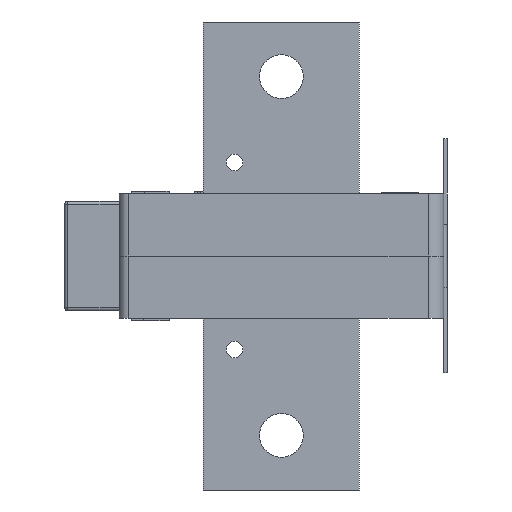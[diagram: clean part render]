
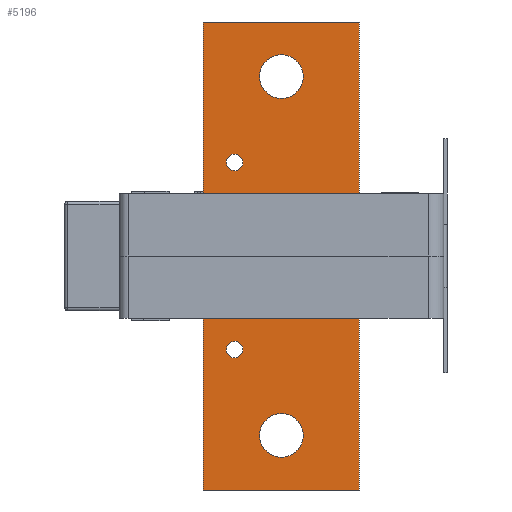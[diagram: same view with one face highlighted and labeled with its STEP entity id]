
A CAD part, left-side view. The second image highlights one B-rep face of the part: STEP entity #5196.
In plain terms, the highlighted face is planar.
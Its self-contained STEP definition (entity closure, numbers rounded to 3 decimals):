
#129 = CARTESIAN_POINT ( 'NONE',  ( -30., 15., -4. ) ) ;
#201 = CARTESIAN_POINT ( 'NONE',  ( 0., 0., -4. ) ) ;
#245 = EDGE_LOOP ( 'NONE', ( #18808, #6864 ) ) ;
#618 = EDGE_CURVE ( 'NONE', #1689, #29849, #28664, .T. ) ;
#708 = FACE_BOUND ( 'NONE', #245, .T. ) ;
#721 = CIRCLE ( 'NONE', #17141, 7. ) ;
#903 = CARTESIAN_POINT ( 'NONE',  ( -27.35, 15., -4. ) ) ;
#927 = DIRECTION ( 'NONE',  ( 0., 0., -1. ) ) ;
#1103 = AXIS2_PLACEMENT_3D ( 'NONE', #201, #27540, #11164 ) ;
#1621 = CIRCLE ( 'NONE', #23735, 2.65 ) ;
#1689 = VERTEX_POINT ( 'NONE', #28353 ) ;
#1736 = VERTEX_POINT ( 'NONE', #11585 ) ;
#1821 = VERTEX_POINT ( 'NONE', #15492 ) ;
#2486 = DIRECTION ( 'NONE',  ( -1., 0., 0. ) ) ;
#2666 = CIRCLE ( 'NONE', #13599, 7. ) ;
#2738 = CARTESIAN_POINT ( 'NONE',  ( 57.5, 0., -4. ) ) ;
#3487 = AXIS2_PLACEMENT_3D ( 'NONE', #23046, #927, #5415 ) ;
#3522 = EDGE_CURVE ( 'NONE', #10685, #18075, #5481, .T. ) ;
#4101 = DIRECTION ( 'NONE',  ( 0., 0., 1. ) ) ;
#4528 = DIRECTION ( 'NONE',  ( 0., 0., -1. ) ) ;
#5089 = DIRECTION ( 'NONE',  ( 1., 0., 0. ) ) ;
#5196 = ADVANCED_FACE ( 'NONE', ( #18675, #708, #7693, #6931, #12437 ), #19051, .T. ) ;
#5415 = DIRECTION ( 'NONE',  ( -1., 0., 0. ) ) ;
#5481 = CIRCLE ( 'NONE', #15013, 7. ) ;
#6140 = CARTESIAN_POINT ( 'NONE',  ( 57.5, 0., -4. ) ) ;
#6744 = VERTEX_POINT ( 'NONE', #6879 ) ;
#6843 = DIRECTION ( 'NONE',  ( 0., 0., -1. ) ) ;
#6864 = ORIENTED_EDGE ( 'NONE', *, *, #15742, .F. ) ;
#6879 = CARTESIAN_POINT ( 'NONE',  ( 75., -25., -4. ) ) ;
#6931 = FACE_BOUND ( 'NONE', #22135, .T. ) ;
#7236 = CARTESIAN_POINT ( 'NONE',  ( 75., 25., -4. ) ) ;
#7288 = LINE ( 'NONE', #25390, #19013 ) ;
#7304 = DIRECTION ( 'NONE',  ( 0., 0., 1. ) ) ;
#7572 = AXIS2_PLACEMENT_3D ( 'NONE', #2738, #19141, #5089 ) ;
#7693 = FACE_BOUND ( 'NONE', #19527, .T. ) ;
#8195 = CARTESIAN_POINT ( 'NONE',  ( -32.65, 15., -4. ) ) ;
#8613 = DIRECTION ( 'NONE',  ( 0., 0., 1. ) ) ;
#8841 = DIRECTION ( 'NONE',  ( 1., 0., 0. ) ) ;
#8896 = LINE ( 'NONE', #18596, #20628 ) ;
#9081 = DIRECTION ( 'NONE',  ( 0., -1., 0. ) ) ;
#9195 = ORIENTED_EDGE ( 'NONE', *, *, #27173, .F. ) ;
#9673 = ORIENTED_EDGE ( 'NONE', *, *, #28735, .T. ) ;
#10433 = CARTESIAN_POINT ( 'NONE',  ( -50.5, 0., -4. ) ) ;
#10685 = VERTEX_POINT ( 'NONE', #27461 ) ;
#11164 = DIRECTION ( 'NONE',  ( -1., 0., 0. ) ) ;
#11585 = CARTESIAN_POINT ( 'NONE',  ( -64.5, 0., -4. ) ) ;
#11914 = DIRECTION ( 'NONE',  ( -1., 0., 0. ) ) ;
#12043 = VECTOR ( 'NONE', #9081, 1000. ) ;
#12410 = CARTESIAN_POINT ( 'NONE',  ( 75., -25., -4. ) ) ;
#12437 = FACE_OUTER_BOUND ( 'NONE', #16275, .T. ) ;
#12765 = LINE ( 'NONE', #27828, #12043 ) ;
#12948 = EDGE_CURVE ( 'NONE', #15372, #1736, #2666, .T. ) ;
#13599 = AXIS2_PLACEMENT_3D ( 'NONE', #27487, #4101, #8841 ) ;
#13753 = ORIENTED_EDGE ( 'NONE', *, *, #3522, .T. ) ;
#13898 = CARTESIAN_POINT ( 'NONE',  ( 27.35, 15., -4. ) ) ;
#14345 = AXIS2_PLACEMENT_3D ( 'NONE', #129, #16526, #2486 ) ;
#14752 = DIRECTION ( 'NONE',  ( 0., 1., 0. ) ) ;
#15013 = AXIS2_PLACEMENT_3D ( 'NONE', #6140, #8613, #21314 ) ;
#15372 = VERTEX_POINT ( 'NONE', #10433 ) ;
#15492 = CARTESIAN_POINT ( 'NONE',  ( -75., 25., -4. ) ) ;
#15691 = EDGE_CURVE ( 'NONE', #1821, #16940, #12765, .T. ) ;
#15742 = EDGE_CURVE ( 'NONE', #29849, #1689, #17519, .T. ) ;
#16248 = CARTESIAN_POINT ( 'NONE',  ( 30., 15., -4. ) ) ;
#16275 = EDGE_LOOP ( 'NONE', ( #29931, #9195, #25929, #23126 ) ) ;
#16297 = VERTEX_POINT ( 'NONE', #8195 ) ;
#16526 = DIRECTION ( 'NONE',  ( 0., 0., -1. ) ) ;
#16940 = VERTEX_POINT ( 'NONE', #29818 ) ;
#17117 = EDGE_CURVE ( 'NONE', #16297, #21729, #1621, .T. ) ;
#17141 = AXIS2_PLACEMENT_3D ( 'NONE', #21345, #7304, #23718 ) ;
#17519 = CIRCLE ( 'NONE', #21919, 2.65 ) ;
#17976 = EDGE_LOOP ( 'NONE', ( #24021, #19642 ) ) ;
#18075 = VERTEX_POINT ( 'NONE', #24170 ) ;
#18596 = CARTESIAN_POINT ( 'NONE',  ( -75., 25., -4. ) ) ;
#18618 = DIRECTION ( 'NONE',  ( -1., 0., 0. ) ) ;
#18675 = FACE_BOUND ( 'NONE', #17976, .T. ) ;
#18712 = ORIENTED_EDGE ( 'NONE', *, *, #12948, .T. ) ;
#18808 = ORIENTED_EDGE ( 'NONE', *, *, #618, .F. ) ;
#19013 = VECTOR ( 'NONE', #27727, 1000. ) ;
#19051 = PLANE ( 'NONE',  #1103 ) ;
#19141 = DIRECTION ( 'NONE',  ( 0., 0., 1. ) ) ;
#19527 = EDGE_LOOP ( 'NONE', ( #21202, #13753 ) ) ;
#19642 = ORIENTED_EDGE ( 'NONE', *, *, #17117, .F. ) ;
#20570 = EDGE_CURVE ( 'NONE', #16940, #6744, #7288, .T. ) ;
#20628 = VECTOR ( 'NONE', #25679, 1000. ) ;
#21054 = VECTOR ( 'NONE', #14752, 1000. ) ;
#21202 = ORIENTED_EDGE ( 'NONE', *, *, #23879, .T. ) ;
#21314 = DIRECTION ( 'NONE',  ( 1., 0., 0. ) ) ;
#21345 = CARTESIAN_POINT ( 'NONE',  ( -57.5, 0., -4. ) ) ;
#21729 = VERTEX_POINT ( 'NONE', #903 ) ;
#21919 = AXIS2_PLACEMENT_3D ( 'NONE', #16248, #4528, #18618 ) ;
#22135 = EDGE_LOOP ( 'NONE', ( #18712, #9673 ) ) ;
#22153 = VERTEX_POINT ( 'NONE', #7236 ) ;
#23046 = CARTESIAN_POINT ( 'NONE',  ( 30., 15., -4. ) ) ;
#23126 = ORIENTED_EDGE ( 'NONE', *, *, #20570, .F. ) ;
#23718 = DIRECTION ( 'NONE',  ( 1., 0., 0. ) ) ;
#23735 = AXIS2_PLACEMENT_3D ( 'NONE', #27170, #6843, #11914 ) ;
#23879 = EDGE_CURVE ( 'NONE', #18075, #10685, #27380, .T. ) ;
#24021 = ORIENTED_EDGE ( 'NONE', *, *, #27218, .F. ) ;
#24170 = CARTESIAN_POINT ( 'NONE',  ( 64.5, 0., -4. ) ) ;
#25307 = EDGE_CURVE ( 'NONE', #6744, #22153, #28030, .T. ) ;
#25390 = CARTESIAN_POINT ( 'NONE',  ( -75., -25., -4. ) ) ;
#25410 = CIRCLE ( 'NONE', #14345, 2.65 ) ;
#25679 = DIRECTION ( 'NONE',  ( -1., 0., 0. ) ) ;
#25929 = ORIENTED_EDGE ( 'NONE', *, *, #25307, .F. ) ;
#27170 = CARTESIAN_POINT ( 'NONE',  ( -30., 15., -4. ) ) ;
#27173 = EDGE_CURVE ( 'NONE', #22153, #1821, #8896, .T. ) ;
#27218 = EDGE_CURVE ( 'NONE', #21729, #16297, #25410, .T. ) ;
#27380 = CIRCLE ( 'NONE', #7572, 7. ) ;
#27461 = CARTESIAN_POINT ( 'NONE',  ( 50.5, 0., -4. ) ) ;
#27487 = CARTESIAN_POINT ( 'NONE',  ( -57.5, 0., -4. ) ) ;
#27540 = DIRECTION ( 'NONE',  ( 0., 0., -1. ) ) ;
#27727 = DIRECTION ( 'NONE',  ( 1., 0., 0. ) ) ;
#27828 = CARTESIAN_POINT ( 'NONE',  ( -75., -25., -4. ) ) ;
#28030 = LINE ( 'NONE', #12410, #21054 ) ;
#28353 = CARTESIAN_POINT ( 'NONE',  ( 32.65, 15., -4. ) ) ;
#28664 = CIRCLE ( 'NONE', #3487, 2.65 ) ;
#28735 = EDGE_CURVE ( 'NONE', #1736, #15372, #721, .T. ) ;
#29818 = CARTESIAN_POINT ( 'NONE',  ( -75., -25., -4. ) ) ;
#29849 = VERTEX_POINT ( 'NONE', #13898 ) ;
#29931 = ORIENTED_EDGE ( 'NONE', *, *, #15691, .F. ) ;
